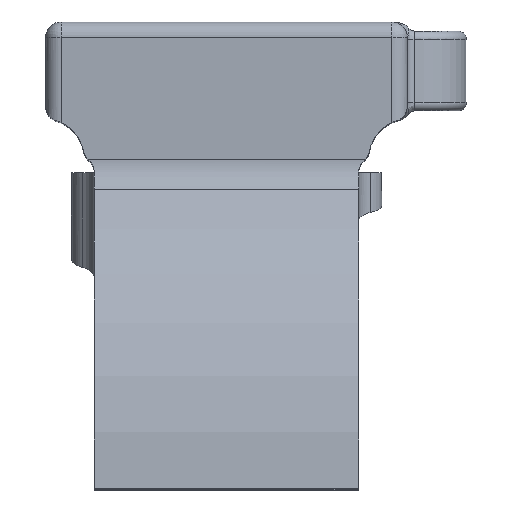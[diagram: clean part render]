
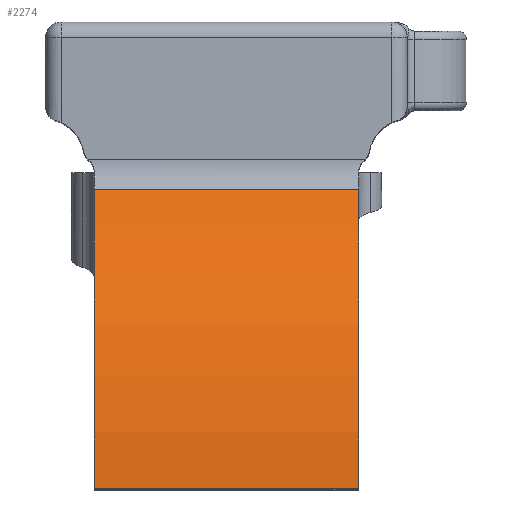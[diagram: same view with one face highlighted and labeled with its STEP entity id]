
A CAD part, top view. The second image highlights one B-rep face of the part: STEP entity #2274.
In plain terms, the highlighted cylindrical face has radius 50.68 mm (diameter 101.361 mm), a partial arc.
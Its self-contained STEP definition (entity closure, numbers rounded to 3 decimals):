
#273=LINE('',#5389,#400);
#275=LINE('',#5392,#402);
#400=VECTOR('',#3130,37.);
#402=VECTOR('',#3134,37.);
#476=CYLINDRICAL_SURFACE('',#2546,50.68);
#601=FACE_OUTER_BOUND('',#758,.T.);
#758=EDGE_LOOP('',(#2037,#2038,#2039,#2040));
#845=CIRCLE('',#2429,50.68);
#912=CIRCLE('',#2543,50.68);
#1030=VERTEX_POINT('',#4437);
#1031=VERTEX_POINT('',#4439);
#1126=VERTEX_POINT('',#5381);
#1127=VERTEX_POINT('',#5383);
#1288=EDGE_CURVE('',#1031,#1030,#845,.T.);
#1442=EDGE_CURVE('',#1127,#1126,#912,.T.);
#1445=EDGE_CURVE('',#1127,#1030,#273,.T.);
#1447=EDGE_CURVE('',#1126,#1031,#275,.T.);
#2037=ORIENTED_EDGE('',*,*,#1442,.T.);
#2038=ORIENTED_EDGE('',*,*,#1447,.T.);
#2039=ORIENTED_EDGE('',*,*,#1288,.T.);
#2040=ORIENTED_EDGE('',*,*,#1445,.F.);
#2274=ADVANCED_FACE('',(#601),#476,.T.);
#2429=AXIS2_PLACEMENT_3D('',#4440,#2847,#2848);
#2543=AXIS2_PLACEMENT_3D('',#5384,#3123,#3124);
#2546=AXIS2_PLACEMENT_3D('',#5391,#3132,#3133);
#2847=DIRECTION('center_axis',(1.,0.,0.));
#2848=DIRECTION('ref_axis',(0.,0.,1.));
#3123=DIRECTION('center_axis',(-1.,0.,0.));
#3124=DIRECTION('ref_axis',(0.,0.,1.));
#3130=DIRECTION('',(-1.,0.,0.));
#3132=DIRECTION('center_axis',(-1.,0.,0.));
#3133=DIRECTION('ref_axis',(0.,0.,1.));
#3134=DIRECTION('',(-1.,0.,0.));
#4437=CARTESIAN_POINT('',(-17.17,0.,50.68));
#4439=CARTESIAN_POINT('',(-17.17,38.935,32.443));
#4440=CARTESIAN_POINT('Origin',(-17.17,0.,0.));
#5381=CARTESIAN_POINT('',(17.17,38.935,32.443));
#5383=CARTESIAN_POINT('',(17.17,0.,50.68));
#5384=CARTESIAN_POINT('Origin',(17.17,0.,0.));
#5389=CARTESIAN_POINT('',(18.5,0.,50.68));
#5391=CARTESIAN_POINT('Origin',(18.5,0.,0.));
#5392=CARTESIAN_POINT('',(18.5,38.935,32.443));
